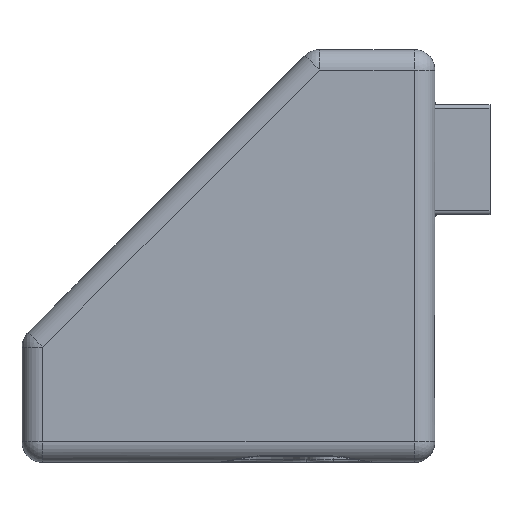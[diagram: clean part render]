
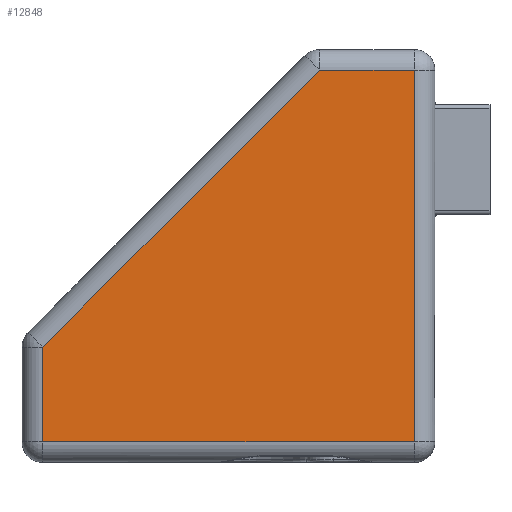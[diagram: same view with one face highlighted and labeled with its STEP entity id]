
A CAD part, left-side view. The second image highlights one B-rep face of the part: STEP entity #12848.
In plain terms, the highlighted planar face has unit normal (-1, 0, 0).
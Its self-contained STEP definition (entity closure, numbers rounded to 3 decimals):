
#65=PLANE('',#13716);
#1000=LINE('',#19786,#2513);
#1001=LINE('',#19788,#2514);
#1002=LINE('',#19790,#2515);
#1003=LINE('',#19792,#2516);
#1004=LINE('',#19793,#2517);
#2513=VECTOR('',#15027,1000.);
#2514=VECTOR('',#15028,1000.);
#2515=VECTOR('',#15029,1000.);
#2516=VECTOR('',#15030,1000.);
#2517=VECTOR('',#15031,1000.);
#3959=FACE_OUTER_BOUND('',#4659,.T.);
#4659=EDGE_LOOP('',(#9107,#9108,#9109,#9110,#9111));
#5798=VERTEX_POINT('',#19784);
#5799=VERTEX_POINT('',#19785);
#5800=VERTEX_POINT('',#19787);
#5801=VERTEX_POINT('',#19789);
#5802=VERTEX_POINT('',#19791);
#7104=EDGE_CURVE('',#5798,#5799,#1000,.T.);
#7105=EDGE_CURVE('',#5799,#5800,#1001,.T.);
#7106=EDGE_CURVE('',#5800,#5801,#1002,.T.);
#7107=EDGE_CURVE('',#5801,#5802,#1003,.T.);
#7108=EDGE_CURVE('',#5802,#5798,#1004,.T.);
#9107=ORIENTED_EDGE('',*,*,#7104,.T.);
#9108=ORIENTED_EDGE('',*,*,#7105,.T.);
#9109=ORIENTED_EDGE('',*,*,#7106,.T.);
#9110=ORIENTED_EDGE('',*,*,#7107,.T.);
#9111=ORIENTED_EDGE('',*,*,#7108,.T.);
#12848=ADVANCED_FACE('',(#3959),#65,.F.);
#13716=AXIS2_PLACEMENT_3D('',#19783,#15025,#15026);
#15025=DIRECTION('center_axis',(1.,0.,0.));
#15026=DIRECTION('ref_axis',(0.,0.,-1.));
#15027=DIRECTION('',(0.,-1.,0.));
#15028=DIRECTION('',(0.,0.,1.));
#15029=DIRECTION('',(0.,1.,0.));
#15030=DIRECTION('',(0.,0.707,-0.707));
#15031=DIRECTION('',(0.,0.,-1.));
#19783=CARTESIAN_POINT('Origin',(-15.,-15.,30.));
#19784=CARTESIAN_POINT('',(-15.,13.5,1.5));
#19785=CARTESIAN_POINT('',(-15.,-13.5,1.5));
#19786=CARTESIAN_POINT('',(-15.,-15.,1.5));
#19787=CARTESIAN_POINT('',(-15.,-13.5,28.5));
#19788=CARTESIAN_POINT('',(-15.,-13.5,30.));
#19789=CARTESIAN_POINT('',(-15.,-6.621,28.5));
#19790=CARTESIAN_POINT('',(-15.,-15.,28.5));
#19791=CARTESIAN_POINT('',(-15.,13.5,8.379));
#19792=CARTESIAN_POINT('',(-15.,-11.561,33.439));
#19793=CARTESIAN_POINT('',(-15.,13.5,30.));
